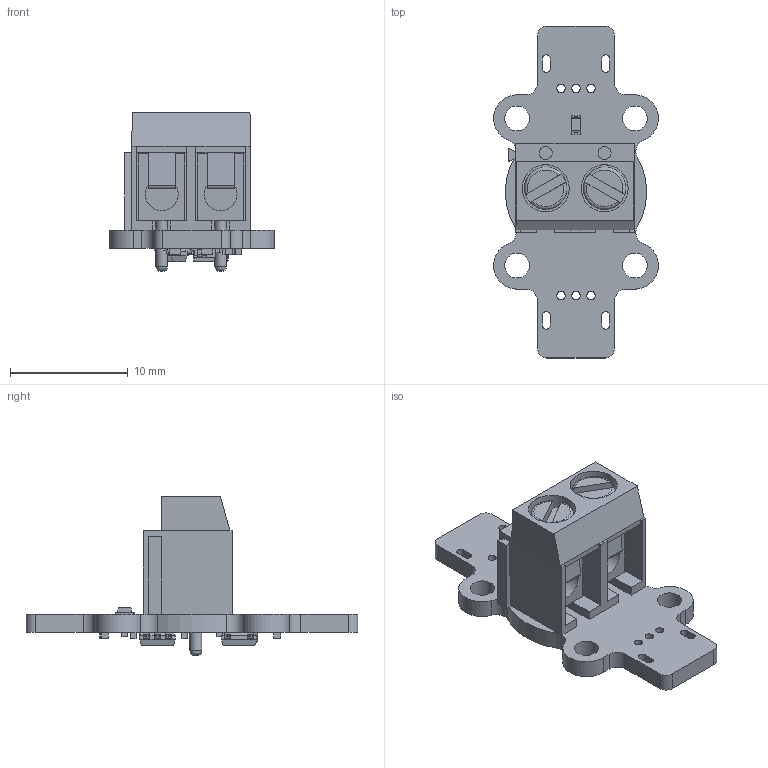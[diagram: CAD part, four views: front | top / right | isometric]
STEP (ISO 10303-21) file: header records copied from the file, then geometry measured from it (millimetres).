
FILE_DESCRIPTION(('Open CASCADE Model'),'2;1');
FILE_NAME('Open CASCADE Shape Model','2021-09-03T15:06:49',('Author'),( 'Open CASCADE'),'Open CASCADE STEP processor 6.8','Open CASCADE 6.8' ,'Unknown');
FILE_SCHEMA(('AUTOMOTIVE_DESIGN { 1 0 10303 214 1 1 1 1 }'));
Length unit declared in the file: millimetre
Products named in the file (41): PCB; Board; Open CASCADE STEP translator 6.8 9.1.1; J3; MSRC_2-pin_terminal_block_5_0mm; D3; MSRC-RCLAMP0521P-N_v2; D2; D6; MSRC-0603_LED_orange; R2; 6119473504; Extruded; 6119476624; U2; PADAUK-SOT23-6; C4; 6119475824; 6119475664; D5; D1; MSRC-Nexperia_SOT23; D4; U1; MSRC-SOT23-5; R1; FB1; 6440773056; 6440772816; C1; 6119475424; 6119475264; C3; C2
Assembly tree (56 placements, depth 4):
  PCB
    Board
      Open CASCADE STEP translator 6.8 9.1.1
    J3
      MSRC_2-pin_terminal_block_5_0mm
    D3
      MSRC-RCLAMP0521P-N_v2
    D2
      MSRC-RCLAMP0521P-N_v2
    D6
      MSRC-0603_LED_orange
    R2
      6119473504  x2
        Extruded
      6119476624
        Extruded
    U2
      PADAUK-SOT23-6
    C4
      6119475824  x2
        Extruded
      6119475664
        Extruded
    D5
      MSRC-RCLAMP0521P-N_v2
    D1
      MSRC-Nexperia_SOT23
    D4
      MSRC-RCLAMP0521P-N_v2
    U1
      MSRC-SOT23-5
    R1
      6119473504  x2
        Extruded
      6119476624
        Extruded
    FB1
      6440773056  x2
        Extruded
      6440772816
        Extruded
    C1
      6119475424  x2
        Extruded
      6119475264
        Extruded
    C3
      6119475424  x2
        Extruded
      6119475264
        Extruded
    C2
      6119475424  x2
        Extruded
      6119475264
        Extruded
Bounding box: 14 x 28.2 x 13.5 mm (x, y, z)
Volume: 924.9 mm3; surface area: 1991.5 mm2
Topology: 52 solids, 52 shells, 727 faces, 1698 edges, 1089 vertices
Faces by surface type: plane 494, cylinder 183, sphere 44, torus 4, bspline 2
Full cylindrical faces by diameter (mm): 0.15 x2, 0.152 x1, 0.71 x6, 1 x2, 1.1 x2, 1.3 x2, 2.1 x4, 2.8 x2, 3.6 x2, 4 x2
Entity records: 18114 total; most frequent: CARTESIAN_POINT 2986, DIRECTION 2822, ORIENTED_EDGE 2634, EDGE_CURVE 1317, LINE 962, VECTOR 962, AXIS2_PLACEMENT_3D 930, VERTEX_POINT 859
